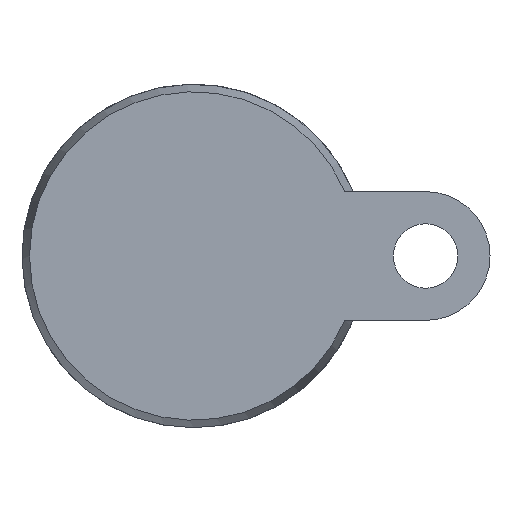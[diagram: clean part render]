
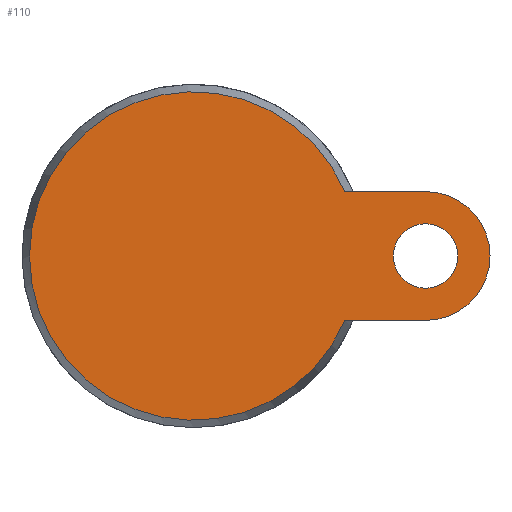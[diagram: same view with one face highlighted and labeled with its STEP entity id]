
A CAD part, front view. The second image highlights one B-rep face of the part: STEP entity #110.
In plain terms, the highlighted planar face has unit normal (0, -1, 0).
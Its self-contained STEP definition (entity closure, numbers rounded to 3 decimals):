
#110 = ADVANCED_FACE( '', ( #244, #245 ), #246, .F. );
#244 = FACE_BOUND( '', #435, .T. );
#245 = FACE_OUTER_BOUND( '', #436, .T. );
#246 = PLANE( '', #437 );
#435 = EDGE_LOOP( '', ( #665 ) );
#436 = EDGE_LOOP( '', ( #666, #667, #668, #669 ) );
#437 = AXIS2_PLACEMENT_3D( '', #670, #671, #672 );
#665 = ORIENTED_EDGE( '', *, *, #922, .T. );
#666 = ORIENTED_EDGE( '', *, *, #919, .F. );
#667 = ORIENTED_EDGE( '', *, *, #905, .T. );
#668 = ORIENTED_EDGE( '', *, *, #923, .F. );
#669 = ORIENTED_EDGE( '', *, *, #924, .F. );
#670 = CARTESIAN_POINT( '', ( 38.25, 0., 0. ) );
#671 = DIRECTION( '', ( 0., 1., 0. ) );
#672 = DIRECTION( '', ( 0., 0., 1. ) );
#905 = EDGE_CURVE( '', #1060, #1064, #1066, .T. );
#919 = EDGE_CURVE( '', #1060, #1086, #1087, .T. );
#922 = EDGE_CURVE( '', #1090, #1090, #1091, .T. );
#923 = EDGE_CURVE( '', #1092, #1064, #1093, .T. );
#924 = EDGE_CURVE( '', #1086, #1092, #1094, .T. );
#1060 = VERTEX_POINT( '', #1335 );
#1064 = VERTEX_POINT( '', #1342 );
#1066 = CIRCLE( '', #1347, 38.25 );
#1086 = VERTEX_POINT( '', #1388 );
#1087 = LINE( '', #1389, #1390 );
#1090 = VERTEX_POINT( '', #1394 );
#1091 = CIRCLE( '', #1395, 7.5 );
#1092 = VERTEX_POINT( '', #1396 );
#1093 = LINE( '', #1397, #1398 );
#1094 = CIRCLE( '', #1399, 15. );
#1335 = CARTESIAN_POINT( '', ( 35.186, 0., 15. ) );
#1342 = CARTESIAN_POINT( '', ( 35.186, 0., -15. ) );
#1347 = AXIS2_PLACEMENT_3D( '', #1553, #1554, #1555 );
#1388 = CARTESIAN_POINT( '', ( 54., 0., 15. ) );
#1389 = CARTESIAN_POINT( '', ( 0., 0., 15. ) );
#1390 = VECTOR( '', #1570, 1000. );
#1394 = CARTESIAN_POINT( '', ( 61.5, 0., 0. ) );
#1395 = AXIS2_PLACEMENT_3D( '', #1572, #1573, #1574 );
#1396 = CARTESIAN_POINT( '', ( 54., 0., -15. ) );
#1397 = CARTESIAN_POINT( '', ( 54., 0., -15. ) );
#1398 = VECTOR( '', #1575, 1000. );
#1399 = AXIS2_PLACEMENT_3D( '', #1576, #1577, #1578 );
#1553 = CARTESIAN_POINT( '', ( 0., 0., 0. ) );
#1554 = DIRECTION( '', ( 0., -1., 0. ) );
#1555 = DIRECTION( '', ( 0., 0., -1. ) );
#1570 = DIRECTION( '', ( 1., 0., 0. ) );
#1572 = CARTESIAN_POINT( '', ( 54., 0., 0. ) );
#1573 = DIRECTION( '', ( 0., 1., 0. ) );
#1574 = DIRECTION( '', ( 1., 0., 0. ) );
#1575 = DIRECTION( '', ( -1., 0., 0. ) );
#1576 = CARTESIAN_POINT( '', ( 54., 0., 0. ) );
#1577 = DIRECTION( '', ( 0., 1., 0. ) );
#1578 = DIRECTION( '', ( 1., 0., 0. ) );
